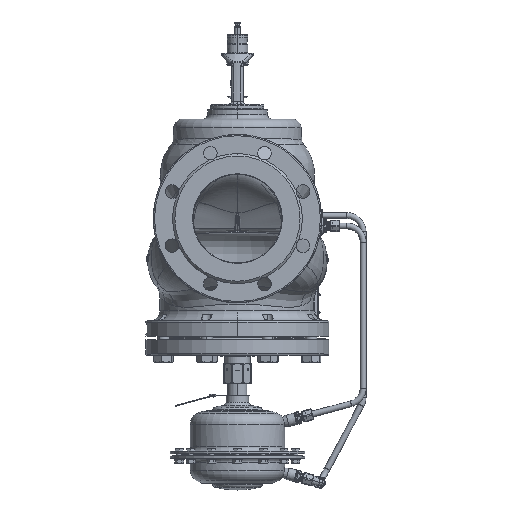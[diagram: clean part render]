
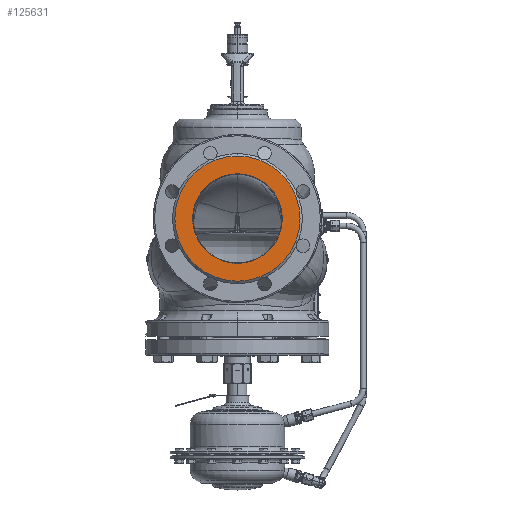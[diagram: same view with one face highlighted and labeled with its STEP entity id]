
A CAD part, top view. The second image highlights one B-rep face of the part: STEP entity #125631.
In plain terms, the highlighted face is planar.
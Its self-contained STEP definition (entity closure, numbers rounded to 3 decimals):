
#78228=CARTESIAN_POINT('',(240.,0.,0.));
#78229=DIRECTION('',(1.,0.,0.));
#78230=DIRECTION('',(0.,1.,0.));
#78231=AXIS2_PLACEMENT_3D('',#78228,#78229,#78230);
#78296=CARTESIAN_POINT('',(240.,0.,0.));
#78297=DIRECTION('',(1.,0.,0.));
#78298=DIRECTION('',(0.,1.,0.));
#78299=AXIS2_PLACEMENT_3D('',#78296,#78297,#78298);
#78571=CARTESIAN_POINT('',(240.,0.,0.));
#78572=DIRECTION('',(1.,0.,0.));
#78573=DIRECTION('',(0.,-1.,0.));
#78574=AXIS2_PLACEMENT_3D('',#78571,#78572,#78573);
#78633=CARTESIAN_POINT('',(240.,0.,0.));
#78634=DIRECTION('',(1.,0.,0.));
#78635=DIRECTION('',(0.,-1.,0.));
#78636=AXIS2_PLACEMENT_3D('',#78633,#78634,#78635);
#101425=CARTESIAN_POINT('',(240.,106.,0.));
#101426=CARTESIAN_POINT('',(240.,-106.,0.));
#101427=VERTEX_POINT('',#101425);
#101428=VERTEX_POINT('',#101426);
#101541=CARTESIAN_POINT('',(240.,76.,0.));
#101542=CARTESIAN_POINT('',(240.,-76.,0.));
#101543=VERTEX_POINT('',#101541);
#101544=VERTEX_POINT('',#101542);
#125615=CARTESIAN_POINT('',(240.,0.,0.));
#125616=DIRECTION('',(1.,0.,0.));
#125617=DIRECTION('',(0.,-1.,0.));
#125618=AXIS2_PLACEMENT_3D('',#125615,#125616,#125617);
#125619=PLANE('',#125618);
#125621=ORIENTED_EDGE('',*,*,#125620,.F.);
#125623=ORIENTED_EDGE('',*,*,#125622,.F.);
#125624=EDGE_LOOP('',(#125621,#125623));
#125625=FACE_OUTER_BOUND('',#125624,.F.);
#125626=ORIENTED_EDGE('',*,*,#125602,.T.);
#125628=ORIENTED_EDGE('',*,*,#125627,.T.);
#125629=EDGE_LOOP('',(#125626,#125628));
#125630=FACE_BOUND('',#125629,.F.);
#125631=ADVANCED_FACE('',(#125625,#125630),#125619,.T.);
#78232=CIRCLE('',#78231,76.);
#78300=CIRCLE('',#78299,106.);
#78575=CIRCLE('',#78574,106.);
#78637=CIRCLE('',#78636,76.);
#125602=EDGE_CURVE('',#101543,#101544,#78232,.T.);
#125620=EDGE_CURVE('',#101427,#101428,#78300,.T.);
#125622=EDGE_CURVE('',#101428,#101427,#78575,.T.);
#125627=EDGE_CURVE('',#101544,#101543,#78637,.T.);
